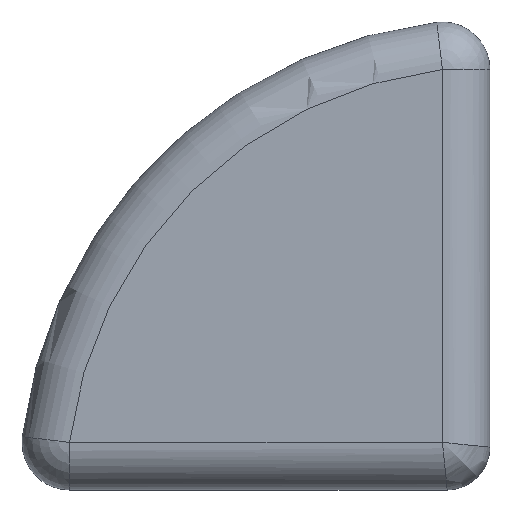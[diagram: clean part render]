
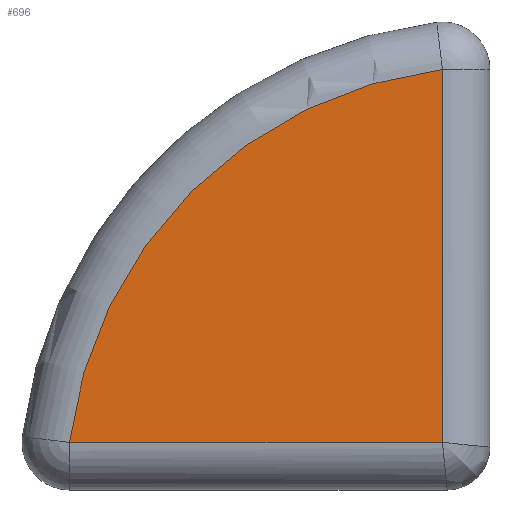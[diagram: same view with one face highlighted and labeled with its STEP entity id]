
A CAD part, top view. The second image highlights one B-rep face of the part: STEP entity #696.
In plain terms, the highlighted planar face has unit normal (0, 0, 1).
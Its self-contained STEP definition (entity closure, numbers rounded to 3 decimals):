
#45=LINE('',#1093,#107);
#48=LINE('',#1099,#110);
#107=VECTOR('',#871,1000.);
#110=VECTOR('',#878,1000.);
#165=PLANE('',#777);
#195=FACE_OUTER_BOUND('',#238,.T.);
#238=EDGE_LOOP('',(#530,#531,#532));
#276=CIRCLE('',#758,18.);
#318=VERTEX_POINT('',#1073);
#321=VERTEX_POINT('',#1078);
#325=VERTEX_POINT('',#1091);
#389=EDGE_CURVE('',#318,#321,#276,.T.);
#395=EDGE_CURVE('',#321,#325,#45,.T.);
#399=EDGE_CURVE('',#325,#318,#48,.T.);
#530=ORIENTED_EDGE('',*,*,#399,.T.);
#531=ORIENTED_EDGE('',*,*,#389,.T.);
#532=ORIENTED_EDGE('',*,*,#395,.T.);
#696=ADVANCED_FACE('',(#195),#165,.T.);
#758=AXIS2_PLACEMENT_3D('',#1080,#853,#854);
#777=AXIS2_PLACEMENT_3D('',#1269,#905,#906);
#853=DIRECTION('center_axis',(0.,0.,
1.));
#854=DIRECTION('ref_axis',(1.,0.,0.));
#871=DIRECTION('',(1.,0.,0.));
#878=DIRECTION('',(0.,1.,0.));
#905=DIRECTION('center_axis',(0.,0.,
1.));
#906=DIRECTION('ref_axis',(1.,0.,0.));
#1073=CARTESIAN_POINT('',(7.75,9.101,2.5));
#1078=CARTESIAN_POINT('',(-7.949,-6.6,2.5));
#1080=CARTESIAN_POINT('Origin',(9.92,-8.768,2.5));
#1091=CARTESIAN_POINT('',(7.75,-6.6,2.5));
#1093=CARTESIAN_POINT('',(-7.949,-6.6,2.5));
#1099=CARTESIAN_POINT('',(7.75,-6.6,2.5));
#1269=CARTESIAN_POINT('Origin',(-7.949,-6.6,2.5));
